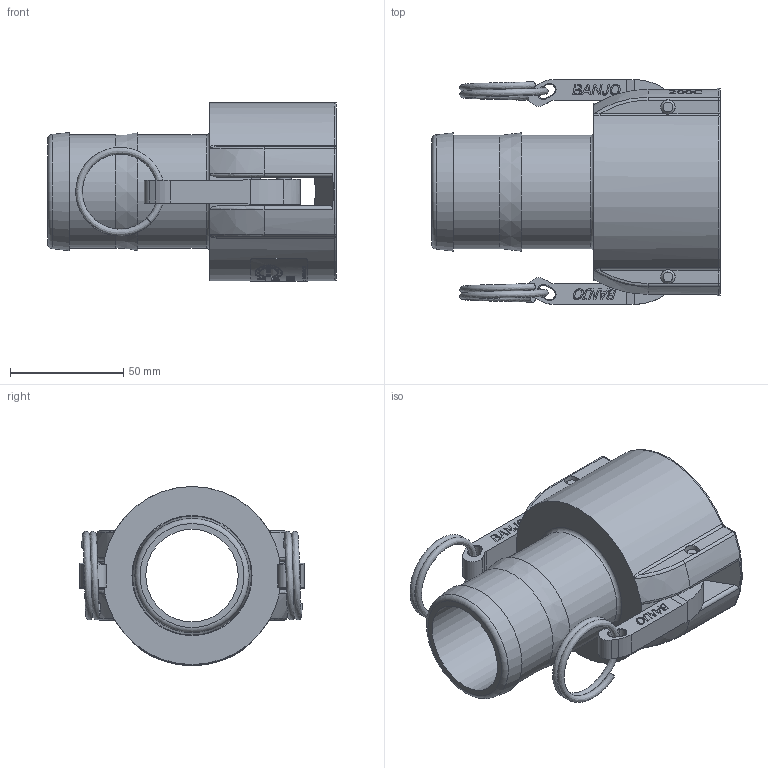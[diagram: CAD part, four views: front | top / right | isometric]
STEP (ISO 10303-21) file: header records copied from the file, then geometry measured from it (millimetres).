
FILE_DESCRIPTION(/* description */ ('2" FML CPLG X 2" HOSEBARB'),/* implementation_level */ '2;1');
FILE_NAME(/* name */ '200C.stp',/* time_stamp */ '2016-09-22T10:05:35-04:00',/* author */ ('MJC'),/* organization */ (''),/* preprocessor_version */ 'ST-DEVELOPER v16.1',/* originating_system */ 'Autodesk Inventor 2016',/* authorisation */ '');
FILE_SCHEMA (('AUTOMOTIVE_DESIGN { 1 0 10303 214 3 1 1 }'));
Products named in the file (8): 200XC; 150(200)XK; 150RING; 150(200)K; 200P; 200G; 150(200)D 200; 200C
Assembly tree (9 placements, depth 3):
  200C
    200XC
    150(200)K  x2
      150(200)XK
      150RING
    200P  x2
    200G
    150(200)D 200
Bounding box: 127.76 x 99.44 x 79.12 mm (x, y, z)
Volume: 191081.3 mm3; surface area: 77676.8 mm2
Topology: 9 solids, 9 shells, 1959 faces, 5235 edges, 3463 vertices
Faces by surface type: plane 925, bspline 748, cylinder 251, cone 20, torus 11, sphere 4
Full cylindrical faces by diameter (mm): 6.325 x2, 6.35 x4, 6.553 x2, 40.894 x1, 50.038 x2, 50.8 x1, 64.135 x1, 66.675 x1, 67.691 x1
Entity records: 166850 total; most frequent: CARTESIAN_POINT 126890, ORIENTED_EDGE 9320, DIRECTION 5696, EDGE_CURVE 4660, VERTEX_POINT 3102, LINE 2060, VECTOR 2060, EDGE_LOOP 1950
